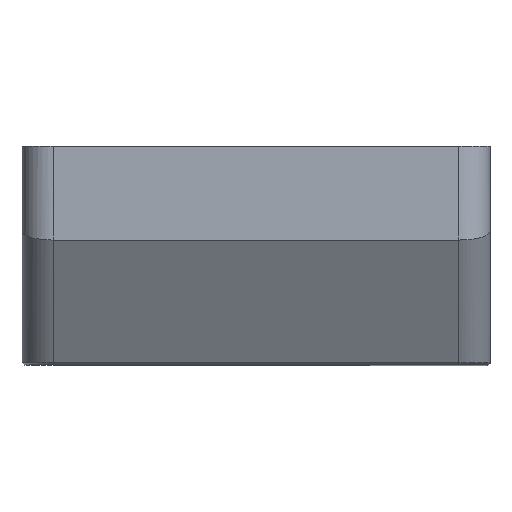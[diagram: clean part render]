
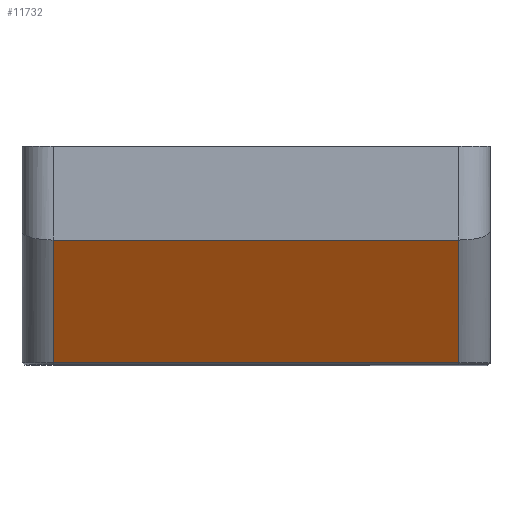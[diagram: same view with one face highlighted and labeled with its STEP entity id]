
A CAD part, top view. The second image highlights one B-rep face of the part: STEP entity #11732.
In plain terms, the highlighted planar face has unit normal (0, -0.5, 0.866).
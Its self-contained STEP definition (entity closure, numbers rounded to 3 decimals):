
#9289 = PLANE('',#9290);
#9290 = AXIS2_PLACEMENT_3D('',#9291,#9292,#9293);
#9291 = CARTESIAN_POINT('',(-4.,-21.6,29.));
#9292 = DIRECTION('',(0.,0.,1.));
#9293 = DIRECTION('',(1.,0.,0.));
#11200 = VERTEX_POINT('',#11201);
#11201 = CARTESIAN_POINT('',(66.,-21.254,
    17.653));
#11218 = CYLINDRICAL_SURFACE('',#11219,5.);
#11219 = AXIS2_PLACEMENT_3D('',#11220,#11221,#11222);
#11220 = CARTESIAN_POINT('',(66.,-20.693,
    12.203));
#11221 = DIRECTION('',(0.,0.866,0.5));
#11222 = DIRECTION('',(0.707,-0.354,0.612));
#11267 = PLANE('',#11268);
#11268 = AXIS2_PLACEMENT_3D('',#11269,#11270,#11271);
#11269 = CARTESIAN_POINT('',(33.115,-21.427,
    17.353));
#11270 = DIRECTION('',(0.,-0.866,0.5));
#11271 = DIRECTION('',(0.,-0.5,-0.866));
#11310 = EDGE_CURVE('',#11200,#11311,#11313,.T.);
#11311 = VERTEX_POINT('',#11312);
#11312 = CARTESIAN_POINT('',(1.,-21.254,
    17.653));
#11313 = SURFACE_CURVE('',#11314,(#11318,#11325),.PCURVE_S1.);
#11314 = LINE('',#11315,#11316);
#11315 = CARTESIAN_POINT('',(33.115,-21.254,
    17.653));
#11316 = VECTOR('',#11317,1.);
#11317 = DIRECTION('',(-1.,0.,0.));
#11318 = PCURVE('',#11267,#11319);
#11319 = DEFINITIONAL_REPRESENTATION('',(#11320),#11324);
#11320 = LINE('',#11321,#11322);
#11321 = CARTESIAN_POINT('',(-0.346,0.));
#11322 = VECTOR('',#11323,1.);
#11323 = DIRECTION('',(0.,-1.));
#11324 = ( GEOMETRIC_REPRESENTATION_CONTEXT(2) 
PARAMETRIC_REPRESENTATION_CONTEXT() REPRESENTATION_CONTEXT('2D SPACE',''
  ) );
#11325 = PCURVE('',#11326,#11331);
#11326 = PLANE('',#11327);
#11327 = AXIS2_PLACEMENT_3D('',#11328,#11329,#11330);
#11328 = CARTESIAN_POINT('',(20.743,-11.6,
    23.226));
#11329 = DIRECTION('',(0.,-0.5,0.866));
#11330 = DIRECTION('',(1.,0.,0.));
#11331 = DEFINITIONAL_REPRESENTATION('',(#11332),#11336);
#11332 = LINE('',#11333,#11334);
#11333 = CARTESIAN_POINT('',(12.372,-11.147));
#11334 = VECTOR('',#11335,1.);
#11335 = DIRECTION('',(-1.,0.));
#11336 = ( GEOMETRIC_REPRESENTATION_CONTEXT(2) 
PARAMETRIC_REPRESENTATION_CONTEXT() REPRESENTATION_CONTEXT('2D SPACE',''
  ) );
#11477 = CYLINDRICAL_SURFACE('',#11478,5.);
#11478 = AXIS2_PLACEMENT_3D('',#11479,#11480,#11481);
#11479 = CARTESIAN_POINT('',(1.,-17.879,
    13.828));
#11480 = DIRECTION('',(0.,-0.866,-0.5));
#11481 = DIRECTION('',(-0.707,-0.354,0.612));
#11643 = EDGE_CURVE('',#11311,#11644,#11646,.T.);
#11644 = VERTEX_POINT('',#11645);
#11645 = CARTESIAN_POINT('',(1.,-1.6,29.));
#11646 = SURFACE_CURVE('',#11647,(#11651,#11658),.PCURVE_S1.);
#11647 = LINE('',#11648,#11649);
#11648 = CARTESIAN_POINT('',(1.,-20.379,
    18.158));
#11649 = VECTOR('',#11650,1.);
#11650 = DIRECTION('',(0.,0.866,0.5));
#11651 = PCURVE('',#11477,#11652);
#11652 = DEFINITIONAL_REPRESENTATION('',(#11653),#11657);
#11653 = LINE('',#11654,#11655);
#11654 = CARTESIAN_POINT('',(-0.785,0.));
#11655 = VECTOR('',#11656,1.);
#11656 = DIRECTION('',(0.,-1.));
#11657 = ( GEOMETRIC_REPRESENTATION_CONTEXT(2) 
PARAMETRIC_REPRESENTATION_CONTEXT() REPRESENTATION_CONTEXT('2D SPACE',''
  ) );
#11658 = PCURVE('',#11326,#11659);
#11659 = DEFINITIONAL_REPRESENTATION('',(#11660),#11664);
#11660 = LINE('',#11661,#11662);
#11661 = CARTESIAN_POINT('',(-19.743,-10.137));
#11662 = VECTOR('',#11663,1.);
#11663 = DIRECTION('',(0.,1.));
#11664 = ( GEOMETRIC_REPRESENTATION_CONTEXT(2) 
PARAMETRIC_REPRESENTATION_CONTEXT() REPRESENTATION_CONTEXT('2D SPACE',''
  ) );
#11732 = ADVANCED_FACE('',(#11733),#11326,.T.);
#11733 = FACE_BOUND('',#11734,.T.);
#11734 = EDGE_LOOP('',(#11735,#11736,#11759,#11780));
#11735 = ORIENTED_EDGE('',*,*,#11310,.F.);
#11736 = ORIENTED_EDGE('',*,*,#11737,.F.);
#11737 = EDGE_CURVE('',#11738,#11200,#11740,.T.);
#11738 = VERTEX_POINT('',#11739);
#11739 = CARTESIAN_POINT('',(66.,-1.6,29.));
#11740 = SURFACE_CURVE('',#11741,(#11745,#11752),.PCURVE_S1.);
#11741 = LINE('',#11742,#11743);
#11742 = CARTESIAN_POINT('',(66.,-23.193,
    16.533));
#11743 = VECTOR('',#11744,1.);
#11744 = DIRECTION('',(0.,-0.866,-0.5));
#11745 = PCURVE('',#11326,#11746);
#11746 = DEFINITIONAL_REPRESENTATION('',(#11747),#11751);
#11747 = LINE('',#11748,#11749);
#11748 = CARTESIAN_POINT('',(45.257,-13.387));
#11749 = VECTOR('',#11750,1.);
#11750 = DIRECTION('',(0.,-1.));
#11751 = ( GEOMETRIC_REPRESENTATION_CONTEXT(2) 
PARAMETRIC_REPRESENTATION_CONTEXT() REPRESENTATION_CONTEXT('2D SPACE',''
  ) );
#11752 = PCURVE('',#11218,#11753);
#11753 = DEFINITIONAL_REPRESENTATION('',(#11754),#11758);
#11754 = LINE('',#11755,#11756);
#11755 = CARTESIAN_POINT('',(-0.785,0.));
#11756 = VECTOR('',#11757,1.);
#11757 = DIRECTION('',(0.,-1.));
#11758 = ( GEOMETRIC_REPRESENTATION_CONTEXT(2) 
PARAMETRIC_REPRESENTATION_CONTEXT() REPRESENTATION_CONTEXT('2D SPACE',''
  ) );
#11759 = ORIENTED_EDGE('',*,*,#11760,.T.);
#11760 = EDGE_CURVE('',#11738,#11644,#11761,.T.);
#11761 = SURFACE_CURVE('',#11762,(#11766,#11773),.PCURVE_S1.);
#11762 = LINE('',#11763,#11764);
#11763 = CARTESIAN_POINT('',(20.743,-1.6,29.));
#11764 = VECTOR('',#11765,1.);
#11765 = DIRECTION('',(-1.,0.,0.));
#11766 = PCURVE('',#11326,#11767);
#11767 = DEFINITIONAL_REPRESENTATION('',(#11768),#11772);
#11768 = LINE('',#11769,#11770);
#11769 = CARTESIAN_POINT('',(0.,11.547));
#11770 = VECTOR('',#11771,1.);
#11771 = DIRECTION('',(-1.,0.));
#11772 = ( GEOMETRIC_REPRESENTATION_CONTEXT(2) 
PARAMETRIC_REPRESENTATION_CONTEXT() REPRESENTATION_CONTEXT('2D SPACE',''
  ) );
#11773 = PCURVE('',#9289,#11774);
#11774 = DEFINITIONAL_REPRESENTATION('',(#11775),#11779);
#11775 = LINE('',#11776,#11777);
#11776 = CARTESIAN_POINT('',(24.743,20.));
#11777 = VECTOR('',#11778,1.);
#11778 = DIRECTION('',(-1.,0.));
#11779 = ( GEOMETRIC_REPRESENTATION_CONTEXT(2) 
PARAMETRIC_REPRESENTATION_CONTEXT() REPRESENTATION_CONTEXT('2D SPACE',''
  ) );
#11780 = ORIENTED_EDGE('',*,*,#11643,.F.);
